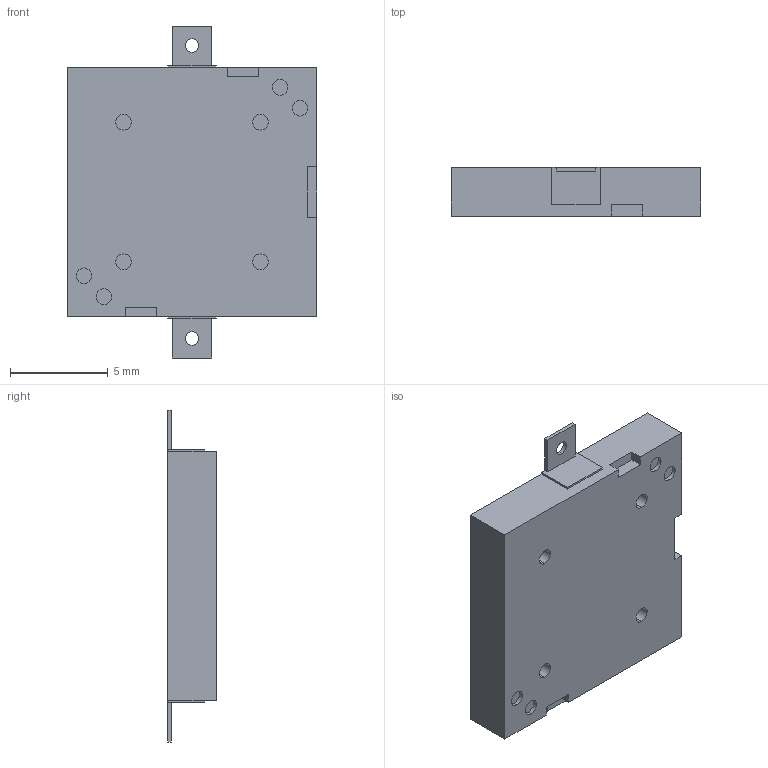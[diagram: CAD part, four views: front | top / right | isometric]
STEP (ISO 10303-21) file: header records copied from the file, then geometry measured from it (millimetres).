
FILE_DESCRIPTION (( 'STEP AP214' ), '1' );
FILE_NAME ('CUI_CMT-13031-SMT.step', '2017-08-15T21:02:03', ( '' ), ( '' ), 'SwSTEP 2.0', 'SolidWorks 2017', '' );
FILE_SCHEMA (( 'AUTOMOTIVE_DESIGN' ));
Length unit declared in the file: millimetre
Products named in the file (1): CUI_CMT-13031-SMT
Bounding box: 12.8 x 2.5 x 17 mm (x, y, z)
Volume: 294.9 mm3; surface area: 791.5 mm2
Topology: 1 solids, 1 shells, 82 faces, 216 edges, 144 vertices
Faces by surface type: plane 62, cylinder 20
Entity records: 2574 total; most frequent: CARTESIAN_POINT 443, ORIENTED_EDGE 432, DIRECTION 422, EDGE_CURVE 216, LINE 176, VECTOR 176, VERTEX_POINT 144, AXIS2_PLACEMENT_3D 123
